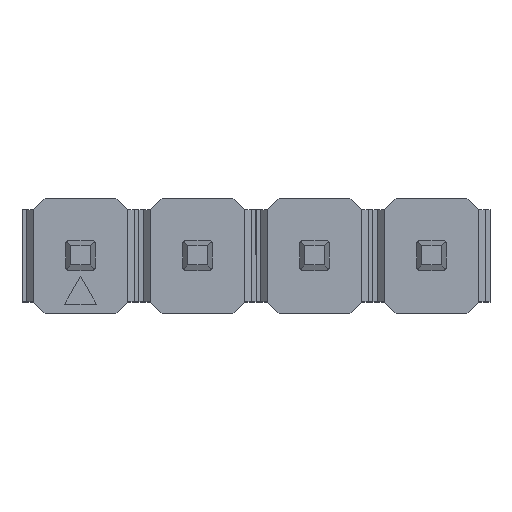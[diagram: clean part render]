
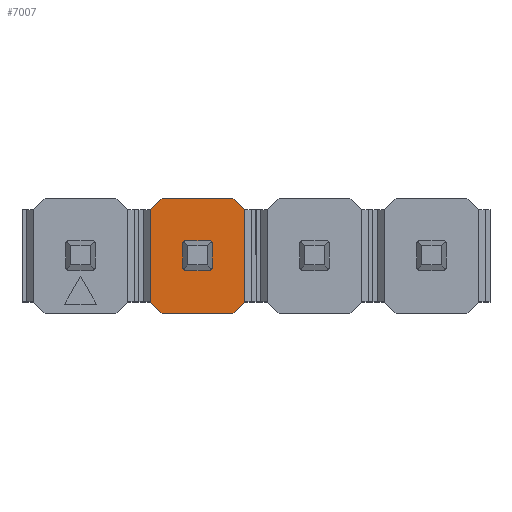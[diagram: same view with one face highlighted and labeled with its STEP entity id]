
A CAD part, top view. The second image highlights one B-rep face of the part: STEP entity #7007.
In plain terms, the highlighted planar face has unit normal (0, 0, 1).
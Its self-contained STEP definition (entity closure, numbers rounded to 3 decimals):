
#116 = LINE ( 'NONE', #4913, #4032 ) ;
#594 = CARTESIAN_POINT ( 'NONE',  ( 1.52, 1., 2.5 ) ) ;
#638 = LINE ( 'NONE', #4065, #3518 ) ;
#760 = EDGE_CURVE ( 'NONE', #2345, #3760, #116, .T. ) ;
#941 = CARTESIAN_POINT ( 'NONE',  ( 1.77, -1.25, 2.5 ) ) ;
#1118 = FACE_OUTER_BOUND ( 'NONE', #7201, .T. ) ;
#1633 = CARTESIAN_POINT ( 'NONE',  ( 1.52, -1., 2.5 ) ) ;
#2000 = VERTEX_POINT ( 'NONE', #6395 ) ;
#2040 = ORIENTED_EDGE ( 'NONE', *, *, #3545, .T. ) ;
#2112 = DIRECTION ( 'NONE',  ( -0.707, -0.707, 0. ) ) ;
#2345 = VERTEX_POINT ( 'NONE', #7798 ) ;
#2481 = EDGE_CURVE ( 'NONE', #7871, #7492, #8280, .T. ) ;
#2701 = CARTESIAN_POINT ( 'NONE',  ( 1.52, -1., 2.5 ) ) ;
#2722 = DIRECTION ( 'NONE',  ( 0., -1., 0. ) ) ;
#2851 = ORIENTED_EDGE ( 'NONE', *, *, #4814, .T. ) ;
#2907 = VECTOR ( 'NONE', #3674, 1000. ) ;
#3320 = CARTESIAN_POINT ( 'NONE',  ( 3.31, 1.25, 2.5 ) ) ;
#3409 = CARTESIAN_POINT ( 'NONE',  ( 2.54, 0., 2.5 ) ) ;
#3470 = DIRECTION ( 'NONE',  ( -1., 0., 0. ) ) ;
#3518 = VECTOR ( 'NONE', #4660, 1000. ) ;
#3545 = EDGE_CURVE ( 'NONE', #2000, #7800, #6465, .T. ) ;
#3645 = DIRECTION ( 'NONE',  ( -0.707, 0.707, 0. ) ) ;
#3674 = DIRECTION ( 'NONE',  ( 0.707, -0.707, 0. ) ) ;
#3760 = VERTEX_POINT ( 'NONE', #3320 ) ;
#3940 = LINE ( 'NONE', #6704, #7773 ) ;
#4032 = VECTOR ( 'NONE', #3645, 1000. ) ;
#4061 = ORIENTED_EDGE ( 'NONE', *, *, #7557, .T. ) ;
#4065 = CARTESIAN_POINT ( 'NONE',  ( 1.52, 0., 2.5 ) ) ;
#4177 = DIRECTION ( 'NONE',  ( 1., 0., 0. ) ) ;
#4315 = VECTOR ( 'NONE', #2112, 1000. ) ;
#4522 = AXIS2_PLACEMENT_3D ( 'NONE', #3409, #7700, #4177 ) ;
#4660 = DIRECTION ( 'NONE',  ( 0., 1., 0. ) ) ;
#4670 = ORIENTED_EDGE ( 'NONE', *, *, #8172, .F. ) ;
#4814 = EDGE_CURVE ( 'NONE', #7478, #2000, #6442, .T. ) ;
#4913 = CARTESIAN_POINT ( 'NONE',  ( 3.56, 1., 2.5 ) ) ;
#5274 = DIRECTION ( 'NONE',  ( 0.707, 0.707, 0. ) ) ;
#5363 = ORIENTED_EDGE ( 'NONE', *, *, #7246, .F. ) ;
#5693 = CARTESIAN_POINT ( 'NONE',  ( 1.77, 1.25, 2.5 ) ) ;
#5801 = EDGE_CURVE ( 'NONE', #7800, #7580, #3940, .T. ) ;
#6235 = CARTESIAN_POINT ( 'NONE',  ( 1.77, 1.25, 2.5 ) ) ;
#6265 = LINE ( 'NONE', #7693, #7829 ) ;
#6358 = CARTESIAN_POINT ( 'NONE',  ( 1.52, 1., 2.5 ) ) ;
#6395 = CARTESIAN_POINT ( 'NONE',  ( 1.77, -1.25, 2.5 ) ) ;
#6423 = DIRECTION ( 'NONE',  ( 1., 0., 0. ) ) ;
#6427 = CARTESIAN_POINT ( 'NONE',  ( 3.56, -1., 2.5 ) ) ;
#6442 = LINE ( 'NONE', #1633, #2907 ) ;
#6465 = LINE ( 'NONE', #941, #8738 ) ;
#6682 = CARTESIAN_POINT ( 'NONE',  ( 3.31, -1.25, 2.5 ) ) ;
#6704 = CARTESIAN_POINT ( 'NONE',  ( 3.56, -1., 2.5 ) ) ;
#6766 = PLANE ( 'NONE',  #4522 ) ;
#6861 = ORIENTED_EDGE ( 'NONE', *, *, #5801, .T. ) ;
#6982 = VECTOR ( 'NONE', #3470, 1000. ) ;
#7007 = ADVANCED_FACE ( 'NONE', ( #1118 ), #6766, .T. ) ;
#7036 = ORIENTED_EDGE ( 'NONE', *, *, #2481, .T. ) ;
#7201 = EDGE_LOOP ( 'NONE', ( #4670, #8064, #4061, #7036, #5363, #2851, #2040, #6861 ) ) ;
#7246 = EDGE_CURVE ( 'NONE', #7478, #7492, #638, .T. ) ;
#7478 = VERTEX_POINT ( 'NONE', #2701 ) ;
#7492 = VERTEX_POINT ( 'NONE', #594 ) ;
#7557 = EDGE_CURVE ( 'NONE', #3760, #7871, #7717, .T. ) ;
#7580 = VERTEX_POINT ( 'NONE', #6427 ) ;
#7693 = CARTESIAN_POINT ( 'NONE',  ( 3.56, 0., 2.5 ) ) ;
#7700 = DIRECTION ( 'NONE',  ( 0., 0., 1. ) ) ;
#7717 = LINE ( 'NONE', #5693, #6982 ) ;
#7773 = VECTOR ( 'NONE', #5274, 1000. ) ;
#7798 = CARTESIAN_POINT ( 'NONE',  ( 3.56, 1., 2.5 ) ) ;
#7800 = VERTEX_POINT ( 'NONE', #6682 ) ;
#7829 = VECTOR ( 'NONE', #2722, 1000. ) ;
#7871 = VERTEX_POINT ( 'NONE', #6235 ) ;
#8064 = ORIENTED_EDGE ( 'NONE', *, *, #760, .T. ) ;
#8172 = EDGE_CURVE ( 'NONE', #2345, #7580, #6265, .T. ) ;
#8280 = LINE ( 'NONE', #6358, #4315 ) ;
#8738 = VECTOR ( 'NONE', #6423, 1000. ) ;
